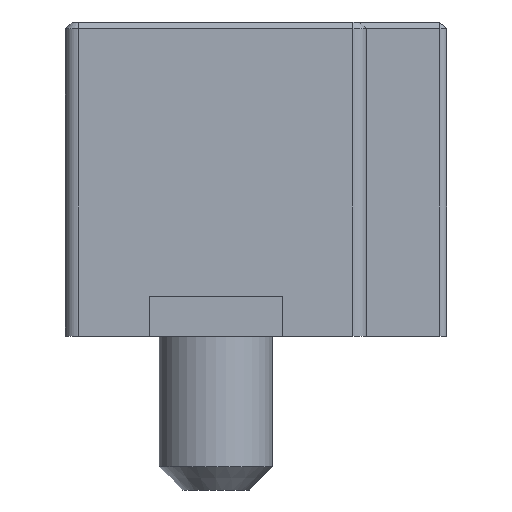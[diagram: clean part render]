
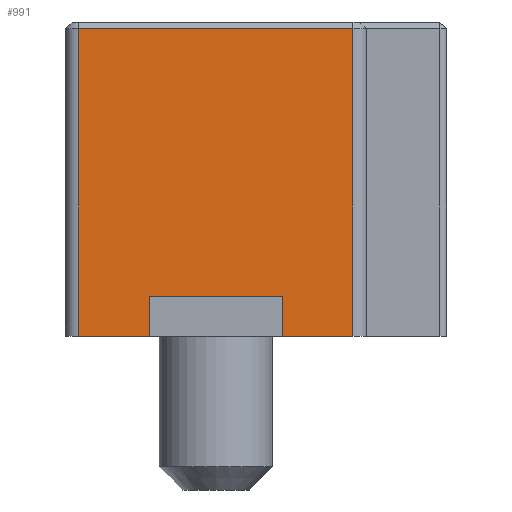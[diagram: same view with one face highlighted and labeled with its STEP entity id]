
A CAD part, left-side view. The second image highlights one B-rep face of the part: STEP entity #991.
In plain terms, the highlighted planar face has unit normal (-1, 0, 0).
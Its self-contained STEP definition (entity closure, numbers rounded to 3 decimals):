
#302 = VERTEX_POINT('',#303);
#303 = CARTESIAN_POINT('',(-5.,2.05,0.));
#310 = EDGE_CURVE('',#302,#311,#313,.T.);
#311 = VERTEX_POINT('',#312);
#312 = CARTESIAN_POINT('',(-5.,1.,0.));
#313 = LINE('',#314,#315);
#314 = CARTESIAN_POINT('',(-5.,0.,0.));
#315 = VECTOR('',#316,1.);
#316 = DIRECTION('',(0.,-1.,0.));
#335 = VERTEX_POINT('',#336);
#336 = CARTESIAN_POINT('',(-5.,-1.,0.));
#342 = EDGE_CURVE('',#335,#343,#345,.T.);
#343 = VERTEX_POINT('',#344);
#344 = CARTESIAN_POINT('',(-5.,-2.05,0.));
#345 = LINE('',#346,#347);
#346 = CARTESIAN_POINT('',(-5.,0.,0.));
#347 = VECTOR('',#348,1.);
#348 = DIRECTION('',(0.,-1.,0.));
#965 = VERTEX_POINT('',#966);
#966 = CARTESIAN_POINT('',(-5.,2.05,4.6));
#973 = EDGE_CURVE('',#302,#965,#974,.T.);
#974 = LINE('',#975,#976);
#975 = CARTESIAN_POINT('',(-5.,2.05,0.));
#976 = VECTOR('',#977,1.);
#977 = DIRECTION('',(0.,0.,1.));
#991 = ADVANCED_FACE('',(#992),#1033,.T.);
#992 = FACE_BOUND('',#993,.F.);
#993 = EDGE_LOOP('',(#994,#1002,#1003,#1011,#1019,#1025,#1026,#1027));
#994 = ORIENTED_EDGE('',*,*,#995,.T.);
#995 = EDGE_CURVE('',#996,#343,#998,.T.);
#996 = VERTEX_POINT('',#997);
#997 = CARTESIAN_POINT('',(-5.,-2.05,4.6));
#998 = LINE('',#999,#1000);
#999 = CARTESIAN_POINT('',(-5.,-2.05,4.7));
#1000 = VECTOR('',#1001,1.);
#1001 = DIRECTION('',(0.,0.,-1.));
#1002 = ORIENTED_EDGE('',*,*,#342,.F.);
#1003 = ORIENTED_EDGE('',*,*,#1004,.T.);
#1004 = EDGE_CURVE('',#335,#1005,#1007,.T.);
#1005 = VERTEX_POINT('',#1006);
#1006 = CARTESIAN_POINT('',(-5.,-1.,0.6));
#1007 = LINE('',#1008,#1009);
#1008 = CARTESIAN_POINT('',(-5.,-1.,-10.));
#1009 = VECTOR('',#1010,1.);
#1010 = DIRECTION('',(0.,0.,1.));
#1011 = ORIENTED_EDGE('',*,*,#1012,.T.);
#1012 = EDGE_CURVE('',#1005,#1013,#1015,.T.);
#1013 = VERTEX_POINT('',#1014);
#1014 = CARTESIAN_POINT('',(-5.,1.,0.6));
#1015 = LINE('',#1016,#1017);
#1016 = CARTESIAN_POINT('',(-5.,-1.,0.6));
#1017 = VECTOR('',#1018,1.);
#1018 = DIRECTION('',(0.,1.,0.));
#1019 = ORIENTED_EDGE('',*,*,#1020,.T.);
#1020 = EDGE_CURVE('',#1013,#311,#1021,.T.);
#1021 = LINE('',#1022,#1023);
#1022 = CARTESIAN_POINT('',(-5.,1.,0.6));
#1023 = VECTOR('',#1024,1.);
#1024 = DIRECTION('',(0.,-0.,-1.));
#1025 = ORIENTED_EDGE('',*,*,#310,.F.);
#1026 = ORIENTED_EDGE('',*,*,#973,.T.);
#1027 = ORIENTED_EDGE('',*,*,#1028,.T.);
#1028 = EDGE_CURVE('',#965,#996,#1029,.T.);
#1029 = LINE('',#1030,#1031);
#1030 = CARTESIAN_POINT('',(-5.,2.05,4.6));
#1031 = VECTOR('',#1032,1.);
#1032 = DIRECTION('',(0.,-1.,0.));
#1033 = PLANE('',#1034);
#1034 = AXIS2_PLACEMENT_3D('',#1035,#1036,#1037);
#1035 = CARTESIAN_POINT('',(-5.,0.,-1.016));
#1036 = DIRECTION('',(-1.,0.,0.));
#1037 = DIRECTION('',(0.,-0.,-1.));
